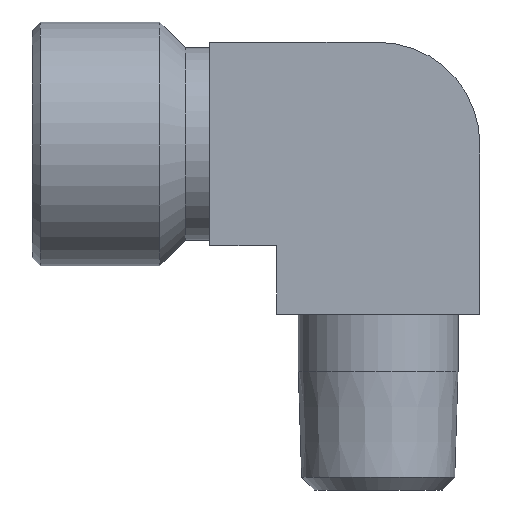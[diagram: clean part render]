
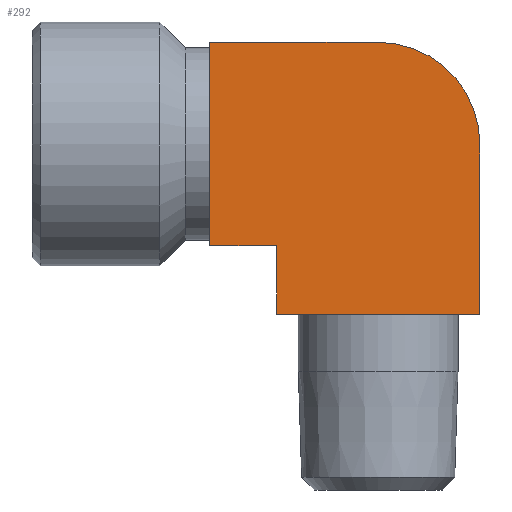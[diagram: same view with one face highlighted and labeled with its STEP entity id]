
A CAD part, front view. The second image highlights one B-rep face of the part: STEP entity #292.
In plain terms, the highlighted planar face has unit normal (0, -1, 0).
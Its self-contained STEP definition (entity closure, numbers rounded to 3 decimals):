
#1=CARTESIAN_POINT('POINT1',(29.718,-8.731,8.731));
#2=VERTEX_POINT('VERTEX1',#1);
#11=CARTESIAN_POINT('POINT3',(38.449,-8.731,0.));
#12=VERTEX_POINT('VERTEX3',#11);
#13=CARTESIAN_POINT('POS2',(29.718,-8.731,
   0.));
#14=DIRECTION('DIR2',(0.,-1.,0.));
#15=DIRECTION('DIR3',(1.,0.,
   0.));
#16=AXIS2_PLACEMENT_3D('AXIS1',#13,#14,#15);
#17=CIRCLE('ELLIPSE1',#16,8.731);
#18=EDGE_CURVE('EDGE2',#12,#2,#17,.T.);
#43=CARTESIAN_POINT('POINT5',(38.449,-8.731,-14.615
   ));
#44=VERTEX_POINT('VERTEX5',#43);
#60=CARTESIAN_POINT('POS8',(38.449,-8.731,0.));
#61=DIRECTION('DIR11',(0.,0.,-1.));
#62=VECTOR('VEC5',#61,25.4);
#63=LINE('STRAIGHT5',#60,#62);
#64=EDGE_CURVE('EDGE7',#12,#44,#63,.T.);
#74=CARTESIAN_POINT('POINT7',(20.987,-8.731,-14.615
   ));
#75=VERTEX_POINT('VERTEX7',#74);
#76=CARTESIAN_POINT('POS10',(20.987,-8.731,-14.615)
   );
#77=DIRECTION('DIR14',(1.,0.,0.));
#78=VECTOR('VEC6',#77,25.4);
#79=LINE('STRAIGHT6',#76,#78);
#80=EDGE_CURVE('EDGE8',#75,#44,#79,.T.);
#122=CARTESIAN_POINT('POINT12',(20.987,-8.731,
   -8.731));
#123=VERTEX_POINT('VERTEX12',#122);
#137=CARTESIAN_POINT('POS17',(20.987,-8.731,0.));
#138=DIRECTION('DIR23',(0.,0.,-1.));
#139=VECTOR('VEC11',#138,25.4);
#140=LINE('STRAIGHT11',#137,#139);
#141=EDGE_CURVE('EDGE15',#123,#75,#140,.T.);
#192=CARTESIAN_POINT('POINT15',(15.24,-8.731,-8.731))
   ;
#193=VERTEX_POINT('VERTEX15',#192);
#194=CARTESIAN_POINT('POS23',(15.24,-8.731,-8.731));
#195=DIRECTION('DIR32',(1.,0.,
   0.));
#196=VECTOR('VEC14',#195,25.4);
#197=LINE('STRAIGHT14',#194,#196);
#198=EDGE_CURVE('EDGE20',#193,#123,#197,.T.);
#249=CARTESIAN_POINT('POINT18',(15.24,-8.731,8.731));
#250=VERTEX_POINT('VERTEX18',#249);
#257=CARTESIAN_POINT('POS31',(15.24,-8.731,8.731));
#258=DIRECTION('DIR42',(1.,0.,
   0.));
#259=VECTOR('VEC20',#258,25.4);
#260=LINE('STRAIGHT20',#257,#259);
#261=EDGE_CURVE('EDGE26',#250,#2,#260,.T.);
#273=ORIENTED_EDGE('COEDGE42',*,*,#261,.F.);
#274=CARTESIAN_POINT('POS33',(15.24,-8.731,8.731));
#275=DIRECTION('DIR45',(0.,0.,
   -1.));
#276=VECTOR('VEC21',#275,25.4);
#277=LINE('STRAIGHT21',#274,#276);
#278=EDGE_CURVE('EDGE27',#250,#193,#277,.T.);
#279=ORIENTED_EDGE('COEDGE43',*,*,#278,.T.);
#280=ORIENTED_EDGE('COEDGE44',*,*,#198,.T.);
#281=ORIENTED_EDGE('COEDGE45',*,*,#141,.T.);
#282=ORIENTED_EDGE('COEDGE46',*,*,#80,.T.);
#283=ORIENTED_EDGE('COEDGE47',*,*,#64,.F.);
#284=ORIENTED_EDGE('COEDGE48',*,*,#18,.T.);
#285=EDGE_LOOP('NONE',(#273,#279,#280,#281,#282,#283,#284));
#286=FACE_BOUND('LOOP1',#285,.T.);
#287=CARTESIAN_POINT('POS34',(15.24,-8.731,-8.731));
#288=DIRECTION('DIR46',(0.,-1.,0.));
#289=DIRECTION('DIR47',(1.,0.,0.));
#290=AXIS2_PLACEMENT_3D('AXIS13',#287,#288,#289);
#291=PLANE('PLANE7',#290);
#292=ADVANCED_FACE('FACE10',(#286),#291,.T.);
